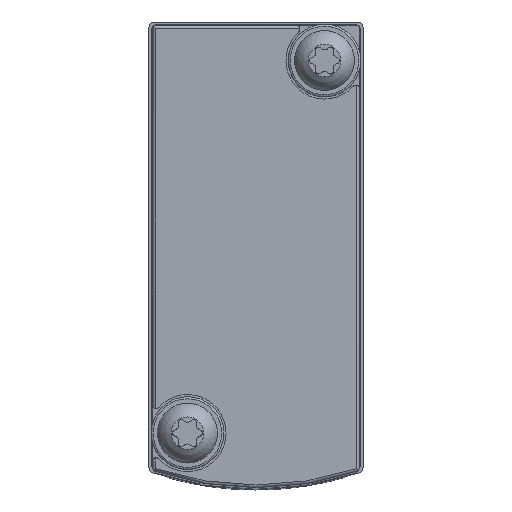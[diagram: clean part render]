
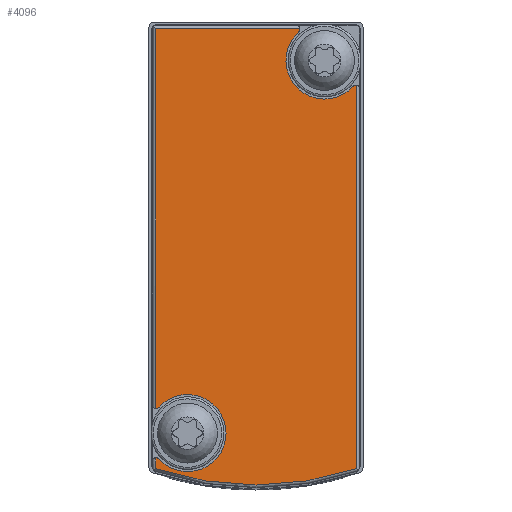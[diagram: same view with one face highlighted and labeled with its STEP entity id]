
A CAD part, front view. The second image highlights one B-rep face of the part: STEP entity #4096.
In plain terms, the highlighted planar face has unit normal (0, -1, 0).
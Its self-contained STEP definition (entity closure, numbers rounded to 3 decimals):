
#108=PLANE('',#4312);
#164=LINE('',#5832,#284);
#165=LINE('',#5841,#285);
#166=LINE('',#5845,#286);
#167=LINE('',#5853,#287);
#284=VECTOR('',#4771,1000.);
#285=VECTOR('',#4778,1000.);
#286=VECTOR('',#4781,1000.);
#287=VECTOR('',#4788,1000.);
#404=CIRCLE('',#4313,0.4);
#405=CIRCLE('',#4314,3.6);
#406=CIRCLE('',#4315,0.4);
#407=CIRCLE('',#4316,29.537);
#408=CIRCLE('',#4317,0.4);
#409=CIRCLE('',#4318,3.6);
#410=CIRCLE('',#4319,0.4);
#637=ORIENTED_EDGE('',*,*,#1431,.T.);
#638=ORIENTED_EDGE('',*,*,#1432,.F.);
#639=ORIENTED_EDGE('',*,*,#1433,.T.);
#640=ORIENTED_EDGE('',*,*,#1434,.F.);
#641=ORIENTED_EDGE('',*,*,#1435,.T.);
#642=ORIENTED_EDGE('',*,*,#1436,.T.);
#643=ORIENTED_EDGE('',*,*,#1437,.F.);
#644=ORIENTED_EDGE('',*,*,#1438,.F.);
#645=ORIENTED_EDGE('',*,*,#1439,.T.);
#646=ORIENTED_EDGE('',*,*,#1440,.F.);
#647=ORIENTED_EDGE('',*,*,#1441,.T.);
#1431=EDGE_CURVE('',#1828,#1829,#164,.F.);
#1432=EDGE_CURVE('',#1830,#1829,#404,.T.);
#1433=EDGE_CURVE('',#1830,#1831,#405,.T.);
#1434=EDGE_CURVE('',#1832,#1831,#406,.T.);
#1435=EDGE_CURVE('',#1832,#1833,#165,.F.);
#1436=EDGE_CURVE('',#1833,#1834,#407,.T.);
#1437=EDGE_CURVE('',#1835,#1834,#166,.F.);
#1438=EDGE_CURVE('',#1836,#1835,#408,.T.);
#1439=EDGE_CURVE('',#1836,#1837,#409,.T.);
#1440=EDGE_CURVE('',#1838,#1837,#410,.T.);
#1441=EDGE_CURVE('',#1838,#1828,#167,.T.);
#1828=VERTEX_POINT('',#5833);
#1829=VERTEX_POINT('',#5834);
#1830=VERTEX_POINT('',#5836);
#1831=VERTEX_POINT('',#5838);
#1832=VERTEX_POINT('',#5840);
#1833=VERTEX_POINT('',#5842);
#1834=VERTEX_POINT('',#5844);
#1835=VERTEX_POINT('',#5846);
#1836=VERTEX_POINT('',#5848);
#1837=VERTEX_POINT('',#5850);
#1838=VERTEX_POINT('',#5852);
#2154=EDGE_LOOP('',(#637,#638,#639,#640,#641,#642,#643,#644,#645,#646,#647));
#2454=FACE_BOUND('',#2154,.T.);
#4096=ADVANCED_FACE('',(#2454),#108,.F.);
#4312=AXIS2_PLACEMENT_3D('',#5831,#4769,#4770);
#4313=AXIS2_PLACEMENT_3D('',#5835,#4772,#4773);
#4314=AXIS2_PLACEMENT_3D('',#5837,#4774,#4775);
#4315=AXIS2_PLACEMENT_3D('',#5839,#4776,#4777);
#4316=AXIS2_PLACEMENT_3D('',#5843,#4779,#4780);
#4317=AXIS2_PLACEMENT_3D('',#5847,#4782,#4783);
#4318=AXIS2_PLACEMENT_3D('',#5849,#4784,#4785);
#4319=AXIS2_PLACEMENT_3D('',#5851,#4786,#4787);
#4769=DIRECTION('',(0.,1.,0.));
#4770=DIRECTION('',(0.,0.,1.));
#4771=DIRECTION('',(-1.,0.,0.));
#4772=DIRECTION('',(0.,1.,0.));
#4773=DIRECTION('',(1.,0.,0.));
#4774=DIRECTION('',(0.,1.,0.));
#4775=DIRECTION('',(1.,0.,0.));
#4776=DIRECTION('',(0.,1.,0.));
#4777=DIRECTION('',(1.,0.,0.));
#4778=DIRECTION('',(-1.,0.,0.));
#4779=DIRECTION('',(0.,-1.,0.));
#4780=DIRECTION('',(0.,0.,-1.));
#4781=DIRECTION('',(-1.,0.,0.));
#4782=DIRECTION('',(0.,1.,0.));
#4783=DIRECTION('',(1.,0.,0.));
#4784=DIRECTION('',(0.,1.,0.));
#4785=DIRECTION('',(1.,0.,0.));
#4786=DIRECTION('',(0.,1.,0.));
#4787=DIRECTION('',(1.,0.,0.));
#4788=DIRECTION('',(0.,0.,-1.));
#5831=CARTESIAN_POINT('',(-20.25,-13.2,-9.25));
#5832=CARTESIAN_POINT('',(25.,-13.2,-9.387));
#5833=CARTESIAN_POINT('',(-20.387,-13.2,-9.387));
#5834=CARTESIAN_POINT('',(15.097,-13.2,-9.387));
#5835=CARTESIAN_POINT('',(14.699,-13.2,-9.35));
#5836=CARTESIAN_POINT('',(14.969,-13.2,-9.055));
#5837=CARTESIAN_POINT('',(17.4,-13.2,-6.4));
#5838=CARTESIAN_POINT('',(19.831,-13.2,-9.055));
#5839=CARTESIAN_POINT('',(20.101,-13.2,-9.35));
#5840=CARTESIAN_POINT('',(19.703,-13.2,-9.387));
#5841=CARTESIAN_POINT('',(25.,-13.2,-9.387));
#5842=CARTESIAN_POINT('',(20.722,-13.2,-9.387));
#5843=CARTESIAN_POINT('',(-7.284,-13.2,0.));
#5844=CARTESIAN_POINT('',(20.722,-13.2,9.387));
#5845=CARTESIAN_POINT('',(25.,-13.2,9.387));
#5846=CARTESIAN_POINT('',(-15.097,-13.2,9.387));
#5847=CARTESIAN_POINT('',(-14.699,-13.2,9.35));
#5848=CARTESIAN_POINT('',(-14.969,-13.2,9.055));
#5849=CARTESIAN_POINT('',(-17.4,-13.2,6.4));
#5850=CARTESIAN_POINT('',(-20.055,-13.2,3.969));
#5851=CARTESIAN_POINT('',(-20.35,-13.2,3.699));
#5852=CARTESIAN_POINT('',(-20.387,-13.2,4.097));
#5853=CARTESIAN_POINT('',(-20.387,-13.2,10.));
